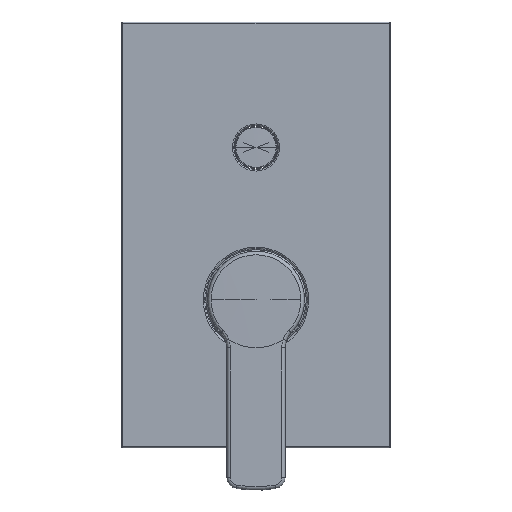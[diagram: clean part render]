
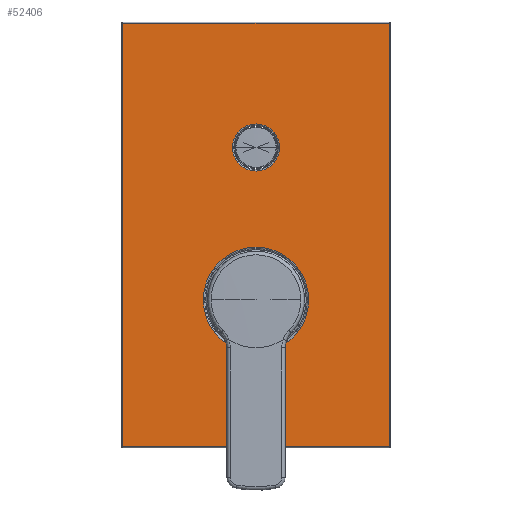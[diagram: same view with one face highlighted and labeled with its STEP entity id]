
A CAD part, top view. The second image highlights one B-rep face of the part: STEP entity #52406.
In plain terms, the highlighted planar face has unit normal (0, 0, 1).
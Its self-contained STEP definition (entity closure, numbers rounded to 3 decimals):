
#50662=DIRECTION('',(-1.,0.,0.));
#50663=VECTOR('',#50662,119.);
#50664=CARTESIAN_POINT('',(59.5,123.5,50.5));
#50665=LINE('',#50664,#50663);
#50666=DIRECTION('',(0.,1.,0.));
#50667=VECTOR('',#50666,189.);
#50668=CARTESIAN_POINT('',(59.5,-65.5,50.5));
#50669=LINE('',#50668,#50667);
#50670=DIRECTION('',(1.,0.,0.));
#50671=VECTOR('',#50670,119.);
#50672=CARTESIAN_POINT('',(-59.5,-65.5,50.5));
#50673=LINE('',#50672,#50671);
#50674=DIRECTION('',(0.,-1.,0.));
#50675=VECTOR('',#50674,189.);
#50676=CARTESIAN_POINT('',(-59.5,123.5,50.5));
#50677=LINE('',#50676,#50675);
#50678=CARTESIAN_POINT('',(0.,0.,50.5));
#50679=DIRECTION('',(0.,0.,-1.));
#50680=DIRECTION('',(1.,0.,0.));
#50681=AXIS2_PLACEMENT_3D('',#50678,#50679,#50680);
#50683=CARTESIAN_POINT('',(0.,0.,50.5));
#50684=DIRECTION('',(0.,0.,-1.));
#50685=DIRECTION('',(-1.,0.,0.));
#50686=AXIS2_PLACEMENT_3D('',#50683,#50684,#50685);
#50688=CARTESIAN_POINT('',(0.,68.,50.5));
#50689=DIRECTION('',(0.,0.,-1.));
#50690=DIRECTION('',(-1.,0.,0.));
#50691=AXIS2_PLACEMENT_3D('',#50688,#50689,#50690);
#50693=CARTESIAN_POINT('',(0.,68.,50.5));
#50694=DIRECTION('',(0.,0.,-1.));
#50695=DIRECTION('',(1.,0.,0.));
#50696=AXIS2_PLACEMENT_3D('',#50693,#50694,#50695);
#51257=CARTESIAN_POINT('',(59.5,123.5,50.5));
#51258=CARTESIAN_POINT('',(-59.5,123.5,50.5));
#51259=VERTEX_POINT('',#51257);
#51260=VERTEX_POINT('',#51258);
#51265=CARTESIAN_POINT('',(-59.5,-65.5,50.5));
#51266=VERTEX_POINT('',#51265);
#51271=CARTESIAN_POINT('',(59.5,-65.5,50.5));
#51272=VERTEX_POINT('',#51271);
#51277=CARTESIAN_POINT('',(23.5,0.,50.5));
#51278=CARTESIAN_POINT('',(-23.5,0.,50.5));
#51279=VERTEX_POINT('',#51277);
#51280=VERTEX_POINT('',#51278);
#51285=CARTESIAN_POINT('',(-10.5,68.,50.5));
#51286=CARTESIAN_POINT('',(10.5,68.,50.5));
#51287=VERTEX_POINT('',#51285);
#51288=VERTEX_POINT('',#51286);
#52380=CARTESIAN_POINT('',(0.,29.,50.5));
#52381=DIRECTION('',(0.,0.,1.));
#52382=DIRECTION('',(1.,0.,0.));
#52383=AXIS2_PLACEMENT_3D('',#52380,#52381,#52382);
#52384=PLANE('',#52383);
#52386=ORIENTED_EDGE('',*,*,#52385,.F.);
#52388=ORIENTED_EDGE('',*,*,#52387,.F.);
#52389=ORIENTED_EDGE('',*,*,#52363,.F.);
#52391=ORIENTED_EDGE('',*,*,#52390,.F.);
#52392=EDGE_LOOP('',(#52386,#52388,#52389,#52391));
#52393=FACE_OUTER_BOUND('',#52392,.F.);
#52395=ORIENTED_EDGE('',*,*,#52394,.F.);
#52397=ORIENTED_EDGE('',*,*,#52396,.F.);
#52398=EDGE_LOOP('',(#52395,#52397));
#52399=FACE_BOUND('',#52398,.F.);
#52401=ORIENTED_EDGE('',*,*,#52400,.F.);
#52403=ORIENTED_EDGE('',*,*,#52402,.F.);
#52404=EDGE_LOOP('',(#52401,#52403));
#52405=FACE_BOUND('',#52404,.F.);
#52406=ADVANCED_FACE('',(#52393,#52399,#52405),#52384,.T.);
#50682=CIRCLE('',#50681,23.5);
#50687=CIRCLE('',#50686,23.5);
#50692=CIRCLE('',#50691,10.5);
#50697=CIRCLE('',#50696,10.5);
#52363=EDGE_CURVE('',#51266,#51272,#50673,.T.);
#52385=EDGE_CURVE('',#51259,#51260,#50665,.T.);
#52387=EDGE_CURVE('',#51272,#51259,#50669,.T.);
#52390=EDGE_CURVE('',#51260,#51266,#50677,.T.);
#52394=EDGE_CURVE('',#51279,#51280,#50682,.T.);
#52396=EDGE_CURVE('',#51280,#51279,#50687,.T.);
#52400=EDGE_CURVE('',#51287,#51288,#50692,.T.);
#52402=EDGE_CURVE('',#51288,#51287,#50697,.T.);
